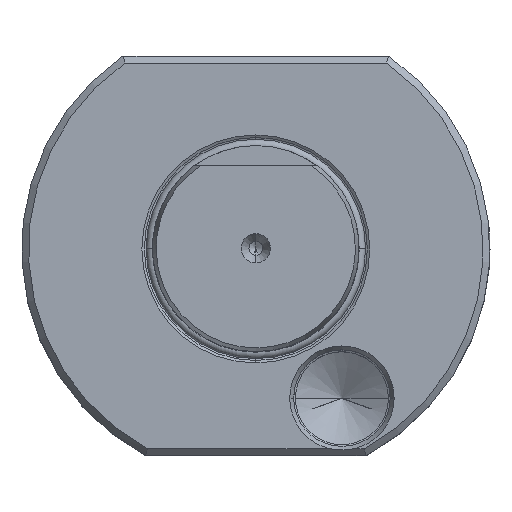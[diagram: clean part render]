
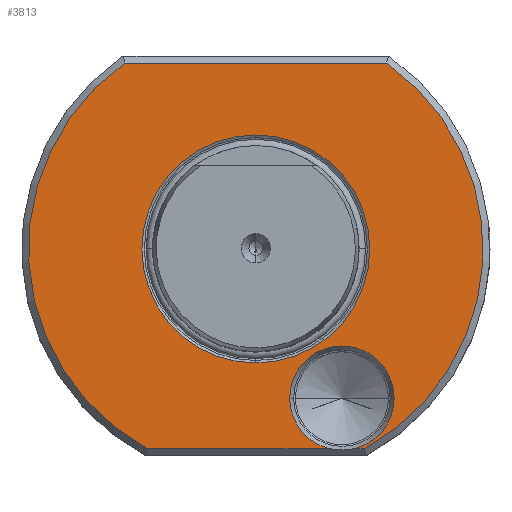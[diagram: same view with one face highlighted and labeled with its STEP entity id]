
A CAD part, top view. The second image highlights one B-rep face of the part: STEP entity #3813.
In plain terms, the highlighted planar face has unit normal (0, 0, 1).
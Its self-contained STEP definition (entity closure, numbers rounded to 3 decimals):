
#593=DIRECTION('',(-1,0,0));
#594=VECTOR('',#593,37.947);
#595=CARTESIAN_POINT('',(18.974,27,0.5));
#596=LINE('',#595,#594);
#597=CARTESIAN_POINT('',(0,0,0.5));
#598=DIRECTION('',(0,0,1));
#599=DIRECTION('',(0.477,-0.879,0));
#600=AXIS2_PLACEMENT_3D('',#597,#598,#599);
#602=DIRECTION('',(1,0,0));
#603=VECTOR('',#602,1.403);
#604=CARTESIAN_POINT('',(14.345,-29,0.5));
#605=LINE('',#604,#603);
#606=CARTESIAN_POINT('',(12.5,-21.651,0.5));
#607=DIRECTION('',(0,0,1));
#608=DIRECTION('',(0.244,-0.97,0));
#609=AXIS2_PLACEMENT_3D('',#606,#607,#608);
#611=CARTESIAN_POINT('',(12.5,-21.651,0.5));
#612=DIRECTION('',(0,0,1));
#613=DIRECTION('',(1,0,0));
#614=AXIS2_PLACEMENT_3D('',#611,#612,#613);
#616=CARTESIAN_POINT('',(12.5,-21.651,0.5));
#617=DIRECTION('',(0,0,1));
#618=DIRECTION('',(-1,0,0));
#619=AXIS2_PLACEMENT_3D('',#616,#617,#618);
#621=DIRECTION('',(1,0,0));
#622=VECTOR('',#621,26.403);
#623=CARTESIAN_POINT('',(-15.748,-29,0.5));
#624=LINE('',#623,#622);
#625=CARTESIAN_POINT('',(0,0,0.5));
#626=DIRECTION('',(0,0,1));
#627=DIRECTION('',(-0.575,0.818,0));
#628=AXIS2_PLACEMENT_3D('',#625,#626,#627);
#638=CARTESIAN_POINT('',(0,0,0.5));
#639=DIRECTION('',(0,0,1));
#640=DIRECTION('',(0,1,0));
#641=AXIS2_PLACEMENT_3D('',#638,#639,#640);
#643=CARTESIAN_POINT('',(0,0,0.5));
#644=DIRECTION('',(0,0,-1));
#645=DIRECTION('',(0,1,0));
#646=AXIS2_PLACEMENT_3D('',#643,#644,#645);
#1523=CARTESIAN_POINT('',(-18.974,27,0.5));
#1533=CARTESIAN_POINT('',(-15.748,-29,0.5));
#1555=CARTESIAN_POINT('',(18.974,27,0.5));
#1557=CARTESIAN_POINT('',(15.748,-29,0.5));
#2729=CARTESIAN_POINT('',(0,16.55,0.5));
#2731=VERTEX_POINT('',#2729);
#2735=CARTESIAN_POINT('',(0,-16.55,0.5));
#2737=VERTEX_POINT('',#2735);
#2933=CARTESIAN_POINT('',(20.078,-21.651,0.5));
#2934=CARTESIAN_POINT('',(4.923,-21.651,0.5));
#2935=VERTEX_POINT('',#2933);
#2936=VERTEX_POINT('',#2934);
#3015=VERTEX_POINT('',#1523);
#3019=VERTEX_POINT('',#1555);
#3025=VERTEX_POINT('',#1557);
#3027=CARTESIAN_POINT('',(14.345,-29,0.5));
#3028=VERTEX_POINT('',#3027);
#3030=VERTEX_POINT('',#1533);
#3031=CARTESIAN_POINT('',(10.655,-29,0.5));
#3032=VERTEX_POINT('',#3031);
#3785=CARTESIAN_POINT('',(0,0,0.5));
#3786=DIRECTION('',(0,0,-1));
#3787=DIRECTION('',(0,-1,0));
#3788=AXIS2_PLACEMENT_3D('',#3785,#3786,#3787);
#3789=PLANE('',#3788);
#3791=ORIENTED_EDGE('',*,*,#3790,.F.);
#3793=ORIENTED_EDGE('',*,*,#3792,.F.);
#3795=ORIENTED_EDGE('',*,*,#3794,.F.);
#3797=ORIENTED_EDGE('',*,*,#3796,.T.);
#3798=ORIENTED_EDGE('',*,*,#3775,.T.);
#3800=ORIENTED_EDGE('',*,*,#3799,.T.);
#3802=ORIENTED_EDGE('',*,*,#3801,.F.);
#3804=ORIENTED_EDGE('',*,*,#3803,.F.);
#3805=EDGE_LOOP('',(#3791,#3793,#3795,#3797,#3798,#3800,#3802,#3804));
#3806=FACE_OUTER_BOUND('',#3805,.F.);
#3808=ORIENTED_EDGE('',*,*,#3807,.T.);
#3810=ORIENTED_EDGE('',*,*,#3809,.F.);
#3811=EDGE_LOOP('',(#3808,#3810));
#3812=FACE_BOUND('',#3811,.F.);
#3813=ADVANCED_FACE('',(#3806,#3812),#3789,.F.);
#601=CIRCLE('',#600,33);
#610=CIRCLE('',#609,7.578);
#615=CIRCLE('',#614,7.578);
#620=CIRCLE('',#619,7.578);
#629=CIRCLE('',#628,33);
#642=CIRCLE('',#641,16.55);
#647=CIRCLE('',#646,16.55);
#3775=EDGE_CURVE('',#2935,#2936,#615,.T.);
#3790=EDGE_CURVE('',#3019,#3015,#596,.T.);
#3792=EDGE_CURVE('',#3025,#3019,#601,.T.);
#3794=EDGE_CURVE('',#3028,#3025,#605,.T.);
#3796=EDGE_CURVE('',#3028,#2935,#610,.T.);
#3799=EDGE_CURVE('',#2936,#3032,#620,.T.);
#3801=EDGE_CURVE('',#3030,#3032,#624,.T.);
#3803=EDGE_CURVE('',#3015,#3030,#629,.T.);
#3807=EDGE_CURVE('',#2731,#2737,#642,.T.);
#3809=EDGE_CURVE('',#2731,#2737,#647,.T.);
